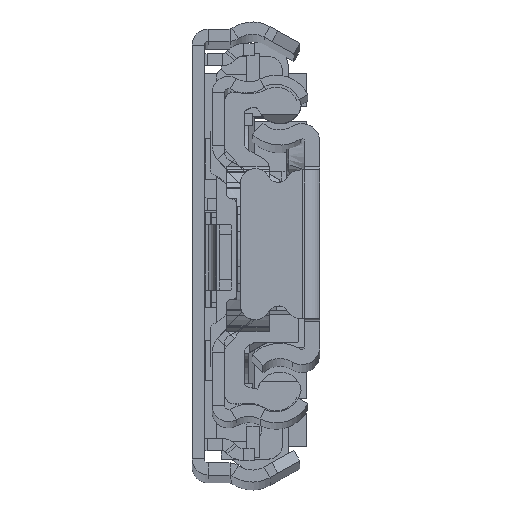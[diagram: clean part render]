
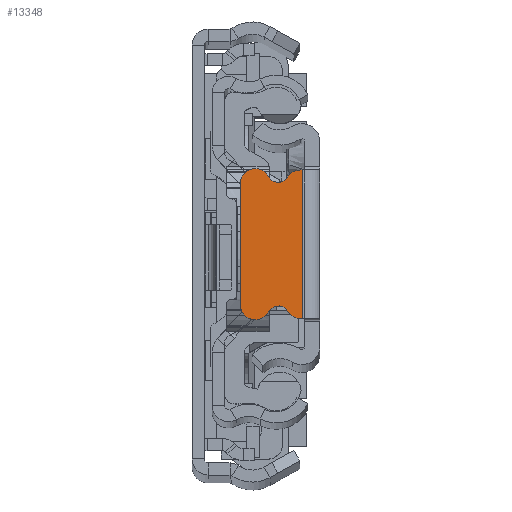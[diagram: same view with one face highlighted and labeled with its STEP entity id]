
A CAD part, top view. The second image highlights one B-rep face of the part: STEP entity #13348.
In plain terms, the highlighted planar face has unit normal (0, 0, 1).
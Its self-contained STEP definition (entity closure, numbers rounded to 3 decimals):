
#262 = EDGE_CURVE ( 'NONE', #9280, #21612, #23711, .T. ) ;
#300 = DIRECTION ( 'NONE',  ( -1., 0., 0. ) ) ;
#603 = AXIS2_PLACEMENT_3D ( 'NONE', #15738, #2335, #26010 ) ;
#856 = CARTESIAN_POINT ( 'NONE',  ( -1.929, 7.37, 0. ) ) ;
#1511 = CARTESIAN_POINT ( 'NONE',  ( -1.75, -7.37, 0. ) ) ;
#1626 = EDGE_CURVE ( 'NONE', #28931, #3985, #27863, .T. ) ;
#1857 = VERTEX_POINT ( 'NONE', #3953 ) ;
#2335 = DIRECTION ( 'NONE',  ( 0., 0., 1. ) ) ;
#2846 = CARTESIAN_POINT ( 'NONE',  ( -7.929, -6., 0. ) ) ;
#3567 = VECTOR ( 'NONE', #29486, 1000. ) ;
#3953 = CARTESIAN_POINT ( 'NONE',  ( -5.109, 6.713, 0. ) ) ;
#3985 = VERTEX_POINT ( 'NONE', #18089 ) ;
#4441 = CIRCLE ( 'NONE', #13136, 1.1 ) ;
#4490 = CARTESIAN_POINT ( 'NONE',  ( -1.929, 7.37, 0. ) ) ;
#4885 = AXIS2_PLACEMENT_3D ( 'NONE', #28304, #15468, #20452 ) ;
#5694 = DIRECTION ( 'NONE',  ( 1., 0., 0. ) ) ;
#6240 = DIRECTION ( 'NONE',  ( -1., 0., 0. ) ) ;
#6656 = ORIENTED_EDGE ( 'NONE', *, *, #17394, .T. ) ;
#6828 = AXIS2_PLACEMENT_3D ( 'NONE', #11444, #29362, #29038 ) ;
#7380 = EDGE_CURVE ( 'NONE', #28931, #16615, #13771, .T. ) ;
#7626 = CIRCLE ( 'NONE', #603, 1.5 ) ;
#7767 = ORIENTED_EDGE ( 'NONE', *, *, #30018, .T. ) ;
#8517 = CIRCLE ( 'NONE', #11815, 1.1 ) ;
#8663 = CARTESIAN_POINT ( 'NONE',  ( -7.929, -6., 0. ) ) ;
#8859 = EDGE_CURVE ( 'NONE', #26508, #32233, #26906, .T. ) ;
#9145 = DIRECTION ( 'NONE',  ( 1., 0., 0. ) ) ;
#9280 = VERTEX_POINT ( 'NONE', #2846 ) ;
#9661 = ORIENTED_EDGE ( 'NONE', *, *, #11772, .T. ) ;
#9771 = CARTESIAN_POINT ( 'NONE',  ( 442.771, 0., 0. ) ) ;
#10252 = VECTOR ( 'NONE', #300, 1000. ) ;
#11444 = CARTESIAN_POINT ( 'NONE',  ( -6.429, -6., 0. ) ) ;
#11772 = EDGE_CURVE ( 'NONE', #21612, #27720, #4441, .T. ) ;
#11815 = AXIS2_PLACEMENT_3D ( 'NONE', #13860, #27177, #5694 ) ;
#13136 = AXIS2_PLACEMENT_3D ( 'NONE', #29948, #30119, #25174 ) ;
#13348 = ADVANCED_FACE ( 'NONE', ( #28022 ), #32514, .T. ) ;
#13771 = CIRCLE ( 'NONE', #21967, 1.5 ) ;
#13860 = CARTESIAN_POINT ( 'NONE',  ( -4.142, 7.236, 0. ) ) ;
#14443 = CARTESIAN_POINT ( 'NONE',  ( -3.206, 6.658, 0. ) ) ;
#14876 = DIRECTION ( 'NONE',  ( 1., 0., 0. ) ) ;
#15040 = DIRECTION ( 'NONE',  ( 0., 0., 1. ) ) ;
#15056 = VECTOR ( 'NONE', #14876, 1000. ) ;
#15341 = ORIENTED_EDGE ( 'NONE', *, *, #26548, .T. ) ;
#15468 = DIRECTION ( 'NONE',  ( 0., 0., 1. ) ) ;
#15738 = CARTESIAN_POINT ( 'NONE',  ( -1.929, -5.87, 0. ) ) ;
#15843 = AXIS2_PLACEMENT_3D ( 'NONE', #9771, #15040, #9145 ) ;
#15915 = ORIENTED_EDGE ( 'NONE', *, *, #8859, .F. ) ;
#16615 = VERTEX_POINT ( 'NONE', #14443 ) ;
#16786 = CARTESIAN_POINT ( 'NONE',  ( -1.929, 5.87, 0. ) ) ;
#17231 = ORIENTED_EDGE ( 'NONE', *, *, #7380, .T. ) ;
#17394 = EDGE_CURVE ( 'NONE', #16615, #1857, #8517, .T. ) ;
#18089 = CARTESIAN_POINT ( 'NONE',  ( -1.75, 7.37, 0. ) ) ;
#19039 = VECTOR ( 'NONE', #30526, 1000. ) ;
#20452 = DIRECTION ( 'NONE',  ( -1., 0., 0. ) ) ;
#20472 = EDGE_CURVE ( 'NONE', #27720, #32233, #7626, .T. ) ;
#20942 = ORIENTED_EDGE ( 'NONE', *, *, #1626, .F. ) ;
#21612 = VERTEX_POINT ( 'NONE', #30404 ) ;
#21967 = AXIS2_PLACEMENT_3D ( 'NONE', #16786, #22116, #6240 ) ;
#22116 = DIRECTION ( 'NONE',  ( 0., 0., 1. ) ) ;
#22178 = CARTESIAN_POINT ( 'NONE',  ( -1.75, 0., 0. ) ) ;
#22492 = LINE ( 'NONE', #8663, #3567 ) ;
#22674 = LINE ( 'NONE', #22178, #19039 ) ;
#23016 = CARTESIAN_POINT ( 'NONE',  ( -7.929, 6., 0. ) ) ;
#23468 = ORIENTED_EDGE ( 'NONE', *, *, #262, .T. ) ;
#23681 = CARTESIAN_POINT ( 'NONE',  ( -1.929, -7.37, 0. ) ) ;
#23711 = CIRCLE ( 'NONE', #6828, 1.5 ) ;
#24898 = ORIENTED_EDGE ( 'NONE', *, *, #29856, .F. ) ;
#25174 = DIRECTION ( 'NONE',  ( -1., 0., 0. ) ) ;
#26010 = DIRECTION ( 'NONE',  ( 1., 0., 0. ) ) ;
#26508 = VERTEX_POINT ( 'NONE', #1511 ) ;
#26548 = EDGE_CURVE ( 'NONE', #30007, #9280, #22492, .T. ) ;
#26906 = LINE ( 'NONE', #23681, #10252 ) ;
#27177 = DIRECTION ( 'NONE',  ( 0., 0., -1. ) ) ;
#27196 = CIRCLE ( 'NONE', #4885, 1.5 ) ;
#27720 = VERTEX_POINT ( 'NONE', #31266 ) ;
#27863 = LINE ( 'NONE', #4490, #15056 ) ;
#28022 = FACE_OUTER_BOUND ( 'NONE', #28661, .T. ) ;
#28304 = CARTESIAN_POINT ( 'NONE',  ( -6.429, 6., 0. ) ) ;
#28661 = EDGE_LOOP ( 'NONE', ( #24898, #20942, #17231, #6656, #7767, #15341, #23468, #9661, #30061, #15915 ) ) ;
#28931 = VERTEX_POINT ( 'NONE', #856 ) ;
#29038 = DIRECTION ( 'NONE',  ( 1., 0., 0. ) ) ;
#29362 = DIRECTION ( 'NONE',  ( 0., 0., 1. ) ) ;
#29486 = DIRECTION ( 'NONE',  ( 0., -1., 0. ) ) ;
#29856 = EDGE_CURVE ( 'NONE', #3985, #26508, #22674, .T. ) ;
#29948 = CARTESIAN_POINT ( 'NONE',  ( -4.142, -7.236, 0. ) ) ;
#30007 = VERTEX_POINT ( 'NONE', #23016 ) ;
#30018 = EDGE_CURVE ( 'NONE', #1857, #30007, #27196, .T. ) ;
#30061 = ORIENTED_EDGE ( 'NONE', *, *, #20472, .T. ) ;
#30119 = DIRECTION ( 'NONE',  ( 0., 0., -1. ) ) ;
#30404 = CARTESIAN_POINT ( 'NONE',  ( -5.109, -6.713, 0. ) ) ;
#30526 = DIRECTION ( 'NONE',  ( 0., -1., 0. ) ) ;
#31266 = CARTESIAN_POINT ( 'NONE',  ( -3.206, -6.658, 0. ) ) ;
#32106 = CARTESIAN_POINT ( 'NONE',  ( -1.929, -7.37, 0. ) ) ;
#32233 = VERTEX_POINT ( 'NONE', #32106 ) ;
#32514 = PLANE ( 'NONE',  #15843 ) ;
